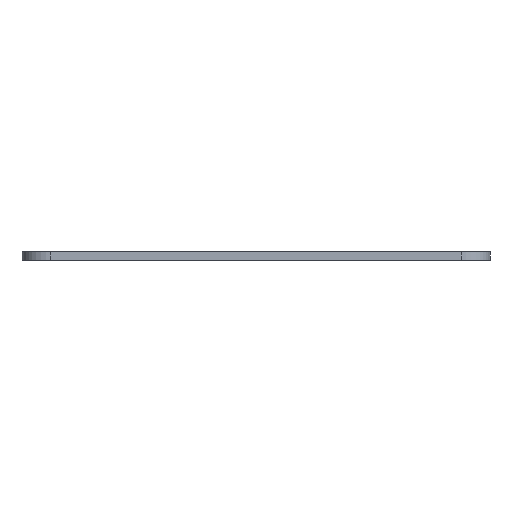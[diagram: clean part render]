
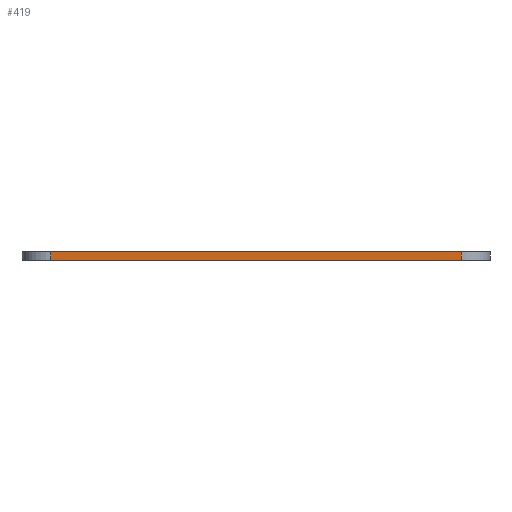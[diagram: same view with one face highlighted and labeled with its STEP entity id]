
A CAD part, front view. The second image highlights one B-rep face of the part: STEP entity #419.
In plain terms, the highlighted face is planar.
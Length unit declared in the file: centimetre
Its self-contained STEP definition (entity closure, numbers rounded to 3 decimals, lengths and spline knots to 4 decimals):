
#18 = EDGE_CURVE ( 'NONE', #341, #56, #1133, .T. ) ;
#31 = DIRECTION ( 'NONE',  ( 0., -1., -0.026 ) ) ;
#56 = VERTEX_POINT ( 'NONE', #520 ) ;
#114 = DIRECTION ( 'NONE',  ( 0., 0.026, -1. ) ) ;
#137 = VECTOR ( 'NONE', #366, 100. ) ;
#138 = VECTOR ( 'NONE', #284, 100. ) ;
#172 = ORIENTED_EDGE ( 'NONE', *, *, #18, .F. ) ;
#267 = EDGE_CURVE ( 'NONE', #531, #56, #407, .T. ) ;
#284 = DIRECTION ( 'NONE',  ( 0., -0.026, 1. ) ) ;
#307 = ORIENTED_EDGE ( 'NONE', *, *, #496, .T. ) ;
#341 = VERTEX_POINT ( 'NONE', #1022 ) ;
#366 = DIRECTION ( 'NONE',  ( 1., 0., 0. ) ) ;
#407 = LINE ( 'NONE', #513, #138 ) ;
#412 = PLANE ( 'NONE',  #1244 ) ;
#417 = LINE ( 'NONE', #828, #1288 ) ;
#419 = ADVANCED_FACE ( 'NONE', ( #952 ), #412, .T. ) ;
#451 = ORIENTED_EDGE ( 'NONE', *, *, #602, .T. ) ;
#496 = EDGE_CURVE ( 'NONE', #341, #1195, #417, .T. ) ;
#513 = CARTESIAN_POINT ( 'NONE',  ( 3.6498, -4.2595, -1.2668 ) ) ;
#520 = CARTESIAN_POINT ( 'NONE',  ( 3.6498, -4.2595, -1.2668 ) ) ;
#531 = VERTEX_POINT ( 'NONE', #1189 ) ;
#543 = EDGE_LOOP ( 'NONE', ( #451, #955, #172, #307 ) ) ;
#602 = EDGE_CURVE ( 'NONE', #1195, #531, #1075, .T. ) ;
#634 = CARTESIAN_POINT ( 'NONE',  ( 0.0806, -4.2556, -1.4168 ) ) ;
#636 = CARTESIAN_POINT ( 'NONE',  ( 0.0806, -4.2595, -1.2668 ) ) ;
#828 = CARTESIAN_POINT ( 'NONE',  ( -3.5392, -4.2556, -1.4168 ) ) ;
#935 = DIRECTION ( 'NONE',  ( -1., 0., 0. ) ) ;
#952 = FACE_OUTER_BOUND ( 'NONE', #543, .T. ) ;
#955 = ORIENTED_EDGE ( 'NONE', *, *, #267, .T. ) ;
#1022 = CARTESIAN_POINT ( 'NONE',  ( -3.5392, -4.2595, -1.2668 ) ) ;
#1075 = LINE ( 'NONE', #1290, #137 ) ;
#1133 = LINE ( 'NONE', #636, #1211 ) ;
#1189 = CARTESIAN_POINT ( 'NONE',  ( 3.6498, -4.2556, -1.4168 ) ) ;
#1193 = CARTESIAN_POINT ( 'NONE',  ( -3.5392, -4.2556, -1.4168 ) ) ;
#1195 = VERTEX_POINT ( 'NONE', #1193 ) ;
#1211 = VECTOR ( 'NONE', #1312, 100. ) ;
#1244 = AXIS2_PLACEMENT_3D ( 'NONE', #634, #31, #935 ) ;
#1288 = VECTOR ( 'NONE', #114, 100. ) ;
#1290 = CARTESIAN_POINT ( 'NONE',  ( 0.0806, -4.2556, -1.4168 ) ) ;
#1312 = DIRECTION ( 'NONE',  ( 1., 0., 0. ) ) ;
